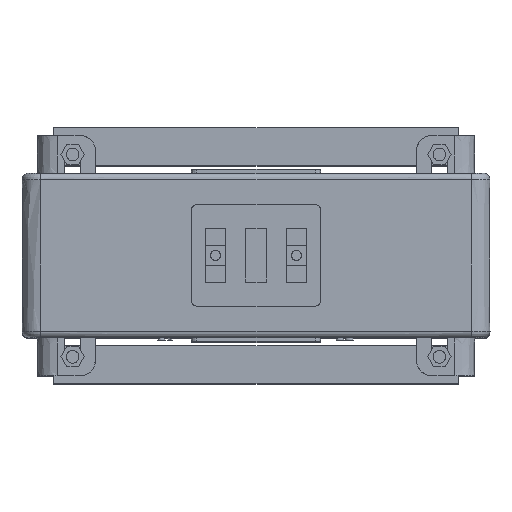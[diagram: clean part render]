
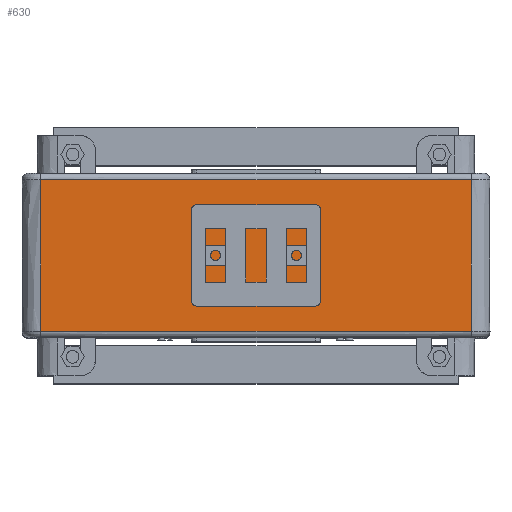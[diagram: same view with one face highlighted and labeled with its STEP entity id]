
A CAD part, top view. The second image highlights one B-rep face of the part: STEP entity #630.
In plain terms, the highlighted free-form (B-spline) face has degree [1, 1] with [2, 2] control points.
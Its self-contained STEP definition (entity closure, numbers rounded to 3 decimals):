
#630=ADVANCED_FACE($,(#1292),#8849,.T.);
#1292=FACE_OUTER_BOUND($,#2002,.T.);
#2002=EDGE_LOOP($,(#4053,#4054,#4055,#4056));
#4053=ORIENTED_EDGE($,*,*,#6501,.T.);
#4054=ORIENTED_EDGE($,*,*,#6489,.F.);
#4055=ORIENTED_EDGE($,*,*,#6499,.F.);
#4056=ORIENTED_EDGE($,*,*,#6504,.F.);
#6489=EDGE_CURVE($,#7872,#7873,#24311,.T.);
#6499=EDGE_CURVE($,#7875,#7872,#24317,.T.);
#6501=EDGE_CURVE($,#7878,#7873,#24319,.T.);
#6504=EDGE_CURVE($,#7878,#7875,#24322,.T.);
#7872=VERTEX_POINT($,#17048);
#7873=VERTEX_POINT($,#17049);
#7875=VERTEX_POINT($,#17051);
#7878=VERTEX_POINT($,#17054);
#8849=B_SPLINE_SURFACE_WITH_KNOTS($,1,1,((#16709,#16710),(#16711,#16712)),
.UNSPECIFIED.,.F.,.F.,.F.,(2,2),(2,2),(7.5,177.5),(2.5,
62.5),.UNSPECIFIED.);
#16219=CARTESIAN_POINT($,(177.5,2.5,248.));
#16220=CARTESIAN_POINT($,(120.833,2.5,248.));
#16221=CARTESIAN_POINT($,(64.167,2.5,248.));
#16222=CARTESIAN_POINT($,(7.5,2.5,248.));
#16278=CARTESIAN_POINT($,(177.5,62.5,248.));
#16279=CARTESIAN_POINT($,(177.5,42.5,248.));
#16280=CARTESIAN_POINT($,(177.5,22.5,248.));
#16281=CARTESIAN_POINT($,(177.5,2.5,248.));
#16293=CARTESIAN_POINT($,(7.5,62.5,248.));
#16294=CARTESIAN_POINT($,(7.5,42.5,248.));
#16295=CARTESIAN_POINT($,(7.5,22.5,248.));
#16296=CARTESIAN_POINT($,(7.5,2.5,248.));
#16305=CARTESIAN_POINT($,(7.5,62.5,248.));
#16306=CARTESIAN_POINT($,(64.167,62.5,248.));
#16307=CARTESIAN_POINT($,(120.833,62.5,248.));
#16308=CARTESIAN_POINT($,(177.5,62.5,248.));
#16709=CARTESIAN_POINT($,(177.5,62.5,248.));
#16710=CARTESIAN_POINT($,(177.5,2.5,248.));
#16711=CARTESIAN_POINT($,(7.5,62.5,248.));
#16712=CARTESIAN_POINT($,(7.5,2.5,248.));
#17048=CARTESIAN_POINT($,(177.5,2.5,248.));
#17049=CARTESIAN_POINT($,(7.5,2.5,248.));
#17051=CARTESIAN_POINT($,(177.5,62.5,248.));
#17054=CARTESIAN_POINT($,(7.5,62.5,248.));
#24311=B_SPLINE_CURVE_WITH_KNOTS($,3,(#16219,#16220,#16221,#16222),.UNSPECIFIED.,
.F.,.F.,(4,4),(-177.5,-7.5),.UNSPECIFIED.);
#24317=B_SPLINE_CURVE_WITH_KNOTS($,3,(#16278,#16279,#16280,#16281),.UNSPECIFIED.,
.F.,.F.,(4,4),(-62.5,-2.5),.UNSPECIFIED.);
#24319=B_SPLINE_CURVE_WITH_KNOTS($,3,(#16293,#16294,#16295,#16296),.UNSPECIFIED.,
.F.,.F.,(4,4),(-62.5,-2.5),.UNSPECIFIED.);
#24322=B_SPLINE_CURVE_WITH_KNOTS($,3,(#16305,#16306,#16307,#16308),.UNSPECIFIED.,
.F.,.F.,(4,4),(-177.5,-7.5),.UNSPECIFIED.);
